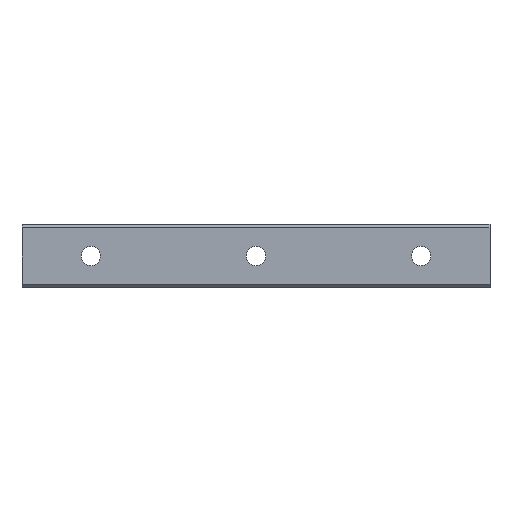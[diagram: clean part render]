
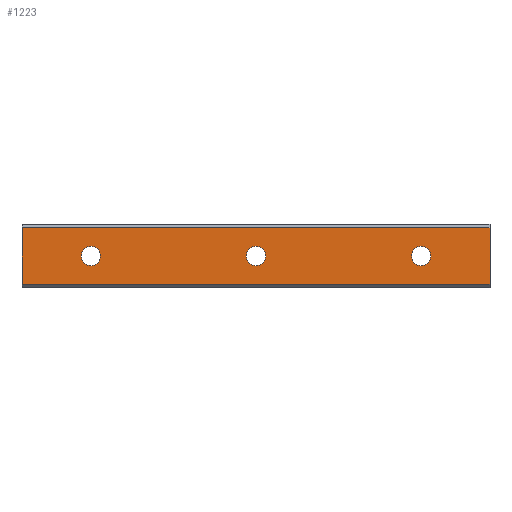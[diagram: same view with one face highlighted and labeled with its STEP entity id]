
A CAD part, front view. The second image highlights one B-rep face of the part: STEP entity #1223.
In plain terms, the highlighted planar face has unit normal (0, -1, 0).
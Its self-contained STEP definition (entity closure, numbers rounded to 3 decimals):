
#18 = ORIENTED_EDGE ( 'NONE', *, *, #1886, .F. ) ;
#55 = VECTOR ( 'NONE', #1325, 1000. ) ;
#110 = CARTESIAN_POINT ( 'NONE',  ( 145., 0., 10.286 ) ) ;
#151 = CIRCLE ( 'NONE', #1786, 3.5 ) ;
#163 = CARTESIAN_POINT ( 'NONE',  ( 145., 0., 10.286 ) ) ;
#186 = VERTEX_POINT ( 'NONE', #1260 ) ;
#206 = EDGE_LOOP ( 'NONE', ( #356, #1870 ) ) ;
#234 = CARTESIAN_POINT ( 'NONE',  ( 120., 0., 3.5 ) ) ;
#277 = CARTESIAN_POINT ( 'NONE',  ( 120., 0., 0. ) ) ;
#308 = CIRCLE ( 'NONE', #1181, 3.5 ) ;
#314 = CIRCLE ( 'NONE', #553, 3.5 ) ;
#333 = DIRECTION ( 'NONE',  ( 0., -1., 0. ) ) ;
#346 = VERTEX_POINT ( 'NONE', #163 ) ;
#356 = ORIENTED_EDGE ( 'NONE', *, *, #907, .F. ) ;
#394 = EDGE_LOOP ( 'NONE', ( #1857, #18 ) ) ;
#409 = EDGE_CURVE ( 'NONE', #1156, #186, #1343, .T. ) ;
#411 = CARTESIAN_POINT ( 'NONE',  ( -25., 0., 10.286 ) ) ;
#425 = DIRECTION ( 'NONE',  ( 0., -1., 0. ) ) ;
#436 = CIRCLE ( 'NONE', #579, 3.5 ) ;
#459 = DIRECTION ( 'NONE',  ( 0., 0., 1. ) ) ;
#462 = VECTOR ( 'NONE', #973, 1000. ) ;
#472 = CARTESIAN_POINT ( 'NONE',  ( 120., 0., 0. ) ) ;
#507 = CARTESIAN_POINT ( 'NONE',  ( 145., 0., 10.286 ) ) ;
#534 = LINE ( 'NONE', #1583, #462 ) ;
#553 = AXIS2_PLACEMENT_3D ( 'NONE', #277, #1481, #722 ) ;
#558 = CARTESIAN_POINT ( 'NONE',  ( 60., 0., -3.5 ) ) ;
#579 = AXIS2_PLACEMENT_3D ( 'NONE', #472, #615, #1635 ) ;
#608 = CARTESIAN_POINT ( 'NONE',  ( 120., 0., -3.5 ) ) ;
#615 = DIRECTION ( 'NONE',  ( 0., -1., 0. ) ) ;
#653 = CARTESIAN_POINT ( 'NONE',  ( -25., 0., 10.286 ) ) ;
#660 = PLANE ( 'NONE',  #1349 ) ;
#697 = LINE ( 'NONE', #411, #55 ) ;
#722 = DIRECTION ( 'NONE',  ( 0., 0., 1. ) ) ;
#725 = CARTESIAN_POINT ( 'NONE',  ( 60., 0., 0. ) ) ;
#776 = ORIENTED_EDGE ( 'NONE', *, *, #1461, .F. ) ;
#826 = CIRCLE ( 'NONE', #895, 3.5 ) ;
#871 = EDGE_CURVE ( 'NONE', #346, #1043, #1124, .T. ) ;
#872 = CARTESIAN_POINT ( 'NONE',  ( 60., 0., 3.5 ) ) ;
#879 = CARTESIAN_POINT ( 'NONE',  ( 145., 0., -10.286 ) ) ;
#880 = CARTESIAN_POINT ( 'NONE',  ( -25., 0., -10.286 ) ) ;
#895 = AXIS2_PLACEMENT_3D ( 'NONE', #725, #1219, #1329 ) ;
#907 = EDGE_CURVE ( 'NONE', #921, #1765, #314, .T. ) ;
#921 = VERTEX_POINT ( 'NONE', #234 ) ;
#973 = DIRECTION ( 'NONE',  ( -1., 0., 0. ) ) ;
#990 = DIRECTION ( 'NONE',  ( 0., -1., 0. ) ) ;
#1008 = CARTESIAN_POINT ( 'NONE',  ( 60., 0., 0. ) ) ;
#1037 = EDGE_CURVE ( 'NONE', #1898, #1620, #308, .T. ) ;
#1043 = VERTEX_POINT ( 'NONE', #879 ) ;
#1054 = CARTESIAN_POINT ( 'NONE',  ( 0., 0., 0. ) ) ;
#1073 = EDGE_CURVE ( 'NONE', #1765, #921, #436, .T. ) ;
#1124 = LINE ( 'NONE', #1770, #1269 ) ;
#1156 = VERTEX_POINT ( 'NONE', #1360 ) ;
#1161 = EDGE_LOOP ( 'NONE', ( #1577, #1229, #1724, #776 ) ) ;
#1175 = AXIS2_PLACEMENT_3D ( 'NONE', #1507, #333, #459 ) ;
#1181 = AXIS2_PLACEMENT_3D ( 'NONE', #1008, #990, #1615 ) ;
#1219 = DIRECTION ( 'NONE',  ( 0., -1., 0. ) ) ;
#1223 = ADVANCED_FACE ( 'NONE', ( #1327, #1927, #1681, #1543 ), #660, .F. ) ;
#1229 = ORIENTED_EDGE ( 'NONE', *, *, #871, .F. ) ;
#1260 = CARTESIAN_POINT ( 'NONE',  ( 0., 0., 3.5 ) ) ;
#1269 = VECTOR ( 'NONE', #1761, 1000. ) ;
#1285 = DIRECTION ( 'NONE',  ( 1., 0., 0. ) ) ;
#1299 = VERTEX_POINT ( 'NONE', #653 ) ;
#1324 = ORIENTED_EDGE ( 'NONE', *, *, #409, .F. ) ;
#1325 = DIRECTION ( 'NONE',  ( 0., 0., 1. ) ) ;
#1327 = FACE_OUTER_BOUND ( 'NONE', #1161, .T. ) ;
#1329 = DIRECTION ( 'NONE',  ( 0., 0., 1. ) ) ;
#1343 = CIRCLE ( 'NONE', #1175, 3.5 ) ;
#1349 = AXIS2_PLACEMENT_3D ( 'NONE', #507, #1552, #1390 ) ;
#1353 = EDGE_CURVE ( 'NONE', #1043, #1828, #534, .T. ) ;
#1360 = CARTESIAN_POINT ( 'NONE',  ( 0., 0., -3.5 ) ) ;
#1390 = DIRECTION ( 'NONE',  ( 0., 0., 1. ) ) ;
#1410 = VECTOR ( 'NONE', #1285, 1000. ) ;
#1445 = ORIENTED_EDGE ( 'NONE', *, *, #1797, .F. ) ;
#1452 = LINE ( 'NONE', #110, #1410 ) ;
#1461 = EDGE_CURVE ( 'NONE', #1828, #1299, #697, .T. ) ;
#1481 = DIRECTION ( 'NONE',  ( 0., -1., 0. ) ) ;
#1507 = CARTESIAN_POINT ( 'NONE',  ( 0., 0., 0. ) ) ;
#1517 = EDGE_LOOP ( 'NONE', ( #1445, #1324 ) ) ;
#1523 = DIRECTION ( 'NONE',  ( 0., 0., 1. ) ) ;
#1543 = FACE_BOUND ( 'NONE', #394, .T. ) ;
#1552 = DIRECTION ( 'NONE',  ( 0., 1., 0. ) ) ;
#1577 = ORIENTED_EDGE ( 'NONE', *, *, #1353, .F. ) ;
#1583 = CARTESIAN_POINT ( 'NONE',  ( 145., 0., -10.286 ) ) ;
#1615 = DIRECTION ( 'NONE',  ( 0., 0., 1. ) ) ;
#1620 = VERTEX_POINT ( 'NONE', #558 ) ;
#1635 = DIRECTION ( 'NONE',  ( 0., 0., 1. ) ) ;
#1681 = FACE_BOUND ( 'NONE', #206, .T. ) ;
#1707 = EDGE_CURVE ( 'NONE', #1299, #346, #1452, .T. ) ;
#1724 = ORIENTED_EDGE ( 'NONE', *, *, #1707, .F. ) ;
#1761 = DIRECTION ( 'NONE',  ( 0., 0., -1. ) ) ;
#1765 = VERTEX_POINT ( 'NONE', #608 ) ;
#1770 = CARTESIAN_POINT ( 'NONE',  ( 145., 0., 10.286 ) ) ;
#1786 = AXIS2_PLACEMENT_3D ( 'NONE', #1054, #425, #1523 ) ;
#1797 = EDGE_CURVE ( 'NONE', #186, #1156, #151, .T. ) ;
#1828 = VERTEX_POINT ( 'NONE', #880 ) ;
#1857 = ORIENTED_EDGE ( 'NONE', *, *, #1037, .F. ) ;
#1870 = ORIENTED_EDGE ( 'NONE', *, *, #1073, .F. ) ;
#1886 = EDGE_CURVE ( 'NONE', #1620, #1898, #826, .T. ) ;
#1898 = VERTEX_POINT ( 'NONE', #872 ) ;
#1927 = FACE_BOUND ( 'NONE', #1517, .T. ) ;
